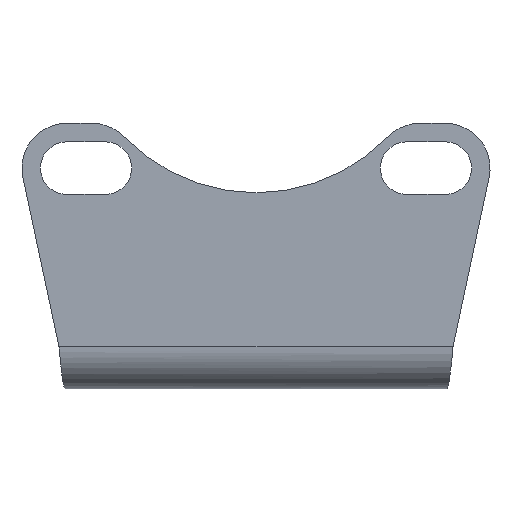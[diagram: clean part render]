
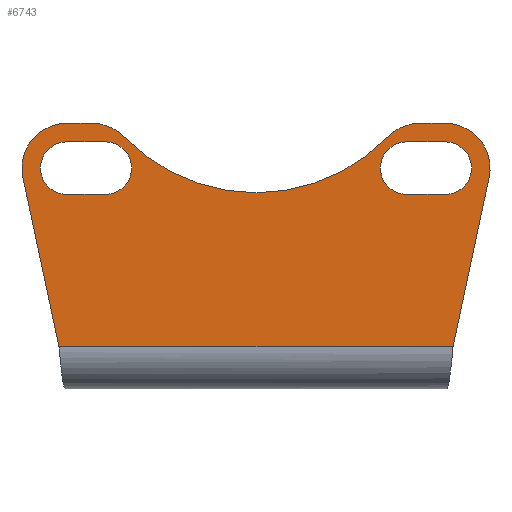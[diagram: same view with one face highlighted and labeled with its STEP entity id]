
A CAD part, front view. The second image highlights one B-rep face of the part: STEP entity #6743.
In plain terms, the highlighted planar face has unit normal (0, -1, 0).
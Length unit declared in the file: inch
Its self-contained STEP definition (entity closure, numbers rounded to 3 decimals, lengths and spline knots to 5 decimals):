
#40=CIRCLE($,#6927,0.375);
#41=CIRCLE($,#6929,1.536);
#42=CIRCLE($,#6932,0.375);
#47=CIRCLE($,#6951,0.22);
#48=CIRCLE($,#6954,0.22);
#49=CIRCLE($,#6957,0.22);
#50=CIRCLE($,#6960,0.22);
#51=CIRCLE($,#6963,0.375);
#52=CIRCLE($,#6966,0.375);
#280=FACE_BOUND($,#1057,.T.);
#281=FACE_BOUND($,#1058,.T.);
#641=FACE_OUTER_BOUND($,#1056,.T.);
#1056=EDGE_LOOP($,(#6150,#6151,#6152,#6153,#6154,#6155,#6156,#6157,#6158,
#6159));
#1057=EDGE_LOOP($,(#6160,#6161,#6162,#6163));
#1058=EDGE_LOOP($,(#6164,#6165,#6166,#6167));
#1632=LINE($,#12058,#2237);
#1641=LINE($,#12099,#2246);
#1647=LINE($,#12189,#2252);
#1650=LINE($,#12197,#2255);
#1653=LINE($,#12205,#2258);
#1656=LINE($,#12213,#2261);
#1659=LINE($,#12220,#2264);
#1661=LINE($,#12226,#2266);
#1663=LINE($,#12232,#2268);
#2237=VECTOR($,#7918,0.2153);
#2246=VECTOR($,#7951,3.30609);
#2252=VECTOR($,#7965,0.325);
#2255=VECTOR($,#7974,0.325);
#2258=VECTOR($,#7983,0.325);
#2261=VECTOR($,#7992,0.325);
#2264=VECTOR($,#8001,1.4538);
#2266=VECTOR($,#8009,0.2153);
#2268=VECTOR($,#8017,1.4538);
#3229=VERTEX_POINT($,#12041);
#3230=VERTEX_POINT($,#12043);
#3231=VERTEX_POINT($,#12047);
#3232=VERTEX_POINT($,#12052);
#3233=VERTEX_POINT($,#12056);
#3242=VERTEX_POINT($,#12087);
#3243=VERTEX_POINT($,#12098);
#3244=VERTEX_POINT($,#12186);
#3245=VERTEX_POINT($,#12188);
#3246=VERTEX_POINT($,#12192);
#3247=VERTEX_POINT($,#12196);
#3248=VERTEX_POINT($,#12202);
#3249=VERTEX_POINT($,#12204);
#3250=VERTEX_POINT($,#12208);
#3251=VERTEX_POINT($,#12212);
#3252=VERTEX_POINT($,#12218);
#3253=VERTEX_POINT($,#12222);
#3254=VERTEX_POINT($,#12228);
#4173=EDGE_CURVE($,#3229,#3230,#40,.T.);
#4176=EDGE_CURVE($,#3229,#3231,#41,.T.);
#4178=EDGE_CURVE($,#3232,#3231,#42,.T.);
#4180=EDGE_CURVE($,#3232,#3233,#1632,.T.);
#4194=EDGE_CURVE($,#3243,#3242,#1641,.T.);
#4203=EDGE_CURVE($,#3245,#3244,#1647,.T.);
#4205=EDGE_CURVE($,#3246,#3245,#47,.T.);
#4207=EDGE_CURVE($,#3247,#3246,#1650,.T.);
#4209=EDGE_CURVE($,#3244,#3247,#48,.T.);
#4211=EDGE_CURVE($,#3249,#3248,#1653,.T.);
#4213=EDGE_CURVE($,#3250,#3249,#49,.T.);
#4215=EDGE_CURVE($,#3251,#3250,#1656,.T.);
#4217=EDGE_CURVE($,#3248,#3251,#50,.T.);
#4219=EDGE_CURVE($,#3242,#3252,#1659,.T.);
#4221=EDGE_CURVE($,#3252,#3253,#51,.T.);
#4222=EDGE_CURVE($,#3253,#3230,#1661,.T.);
#4224=EDGE_CURVE($,#3233,#3254,#52,.T.);
#4225=EDGE_CURVE($,#3254,#3243,#1663,.T.);
#6150=ORIENTED_EDGE($,*,*,#4173,.F.);
#6151=ORIENTED_EDGE($,*,*,#4176,.T.);
#6152=ORIENTED_EDGE($,*,*,#4178,.F.);
#6153=ORIENTED_EDGE($,*,*,#4180,.T.);
#6154=ORIENTED_EDGE($,*,*,#4224,.T.);
#6155=ORIENTED_EDGE($,*,*,#4225,.T.);
#6156=ORIENTED_EDGE($,*,*,#4194,.T.);
#6157=ORIENTED_EDGE($,*,*,#4219,.T.);
#6158=ORIENTED_EDGE($,*,*,#4221,.T.);
#6159=ORIENTED_EDGE($,*,*,#4222,.T.);
#6160=ORIENTED_EDGE($,*,*,#4203,.T.);
#6161=ORIENTED_EDGE($,*,*,#4209,.T.);
#6162=ORIENTED_EDGE($,*,*,#4207,.T.);
#6163=ORIENTED_EDGE($,*,*,#4205,.T.);
#6164=ORIENTED_EDGE($,*,*,#4211,.T.);
#6165=ORIENTED_EDGE($,*,*,#4217,.T.);
#6166=ORIENTED_EDGE($,*,*,#4215,.T.);
#6167=ORIENTED_EDGE($,*,*,#4213,.T.);
#6348=PLANE($,#6968);
#6743=ADVANCED_FACE($,(#641,#280,#281),#6348,.F.);
#6927=AXIS2_PLACEMENT_3D($,#12044,#7900,#7901);
#6929=AXIS2_PLACEMENT_3D($,#12049,#7906,#7907);
#6932=AXIS2_PLACEMENT_3D($,#12054,#7913,#7914);
#6951=AXIS2_PLACEMENT_3D($,#12193,#7969,#7970);
#6954=AXIS2_PLACEMENT_3D($,#12200,#7978,#7979);
#6957=AXIS2_PLACEMENT_3D($,#12209,#7987,#7988);
#6960=AXIS2_PLACEMENT_3D($,#12216,#7996,#7997);
#6963=AXIS2_PLACEMENT_3D($,#12224,#8005,#8006);
#6966=AXIS2_PLACEMENT_3D($,#12230,#8013,#8014);
#6968=AXIS2_PLACEMENT_3D($,#12233,#8018,#8019);
#7900=DIRECTION('center_axis',(0.,1.,0.));
#7901=DIRECTION('ref_axis',(-0.39,0.,0.921));
#7906=DIRECTION('center_axis',(0.,1.,0.));
#7907=DIRECTION('ref_axis',(0.784,0.,-0.621));
#7913=DIRECTION('center_axis',(0.,1.,0.));
#7914=DIRECTION('ref_axis',(0.39,0.,0.921));
#7918=DIRECTION($,(-1.,0.,0.));
#7951=DIRECTION($,(1.,0.,0.));
#7965=DIRECTION($,(-1.,0.,0.));
#7969=DIRECTION('center_axis',(0.,1.,0.));
#7970=DIRECTION('ref_axis',(0.,0.,-1.));
#7974=DIRECTION($,(1.,0.,0.));
#7978=DIRECTION('center_axis',(0.,1.,0.));
#7979=DIRECTION('ref_axis',(0.,0.,1.));
#7983=DIRECTION($,(1.,0.,0.));
#7987=DIRECTION('center_axis',(0.,1.,0.));
#7988=DIRECTION('ref_axis',(0.,0.,-1.));
#7992=DIRECTION($,(-1.,0.,0.));
#7996=DIRECTION('center_axis',(0.,1.,0.));
#7997=DIRECTION('ref_axis',(0.,0.,1.));
#8001=DIRECTION($,(0.208,0.,0.978));
#8005=DIRECTION('center_axis',(0.,-1.,0.));
#8006=DIRECTION('ref_axis',(0.,0.,-1.));
#8009=DIRECTION($,(-1.,0.,0.));
#8013=DIRECTION('center_axis',(0.,-1.,0.));
#8014=DIRECTION('ref_axis',(0.978,0.,0.208));
#8017=DIRECTION($,(0.208,0.,-0.978));
#8018=DIRECTION('center_axis',(0.,1.,0.));
#8019=DIRECTION('ref_axis',(0.,0.,1.));
#12041=CARTESIAN_POINT('',(1.10373,0.,2.01079));
#12043=CARTESIAN_POINT('',(1.3732,0.,2.125));
#12044=CARTESIAN_POINT('Origin',(1.3732,0.,1.75));
#12047=CARTESIAN_POINT('',(-1.10373,0.,2.01079));
#12049=CARTESIAN_POINT('Origin',(0.,0.,3.079));
#12052=CARTESIAN_POINT('',(-1.3732,0.,2.125));
#12054=CARTESIAN_POINT('Origin',(-1.3732,0.,1.75));
#12056=CARTESIAN_POINT('',(-1.5885,0.,2.125));
#12058=CARTESIAN_POINT($,(-1.20382,0.,2.125));
#12087=CARTESIAN_POINT('',(1.65304,0.,0.25));
#12098=CARTESIAN_POINT('',(-1.65304,0.,0.25));
#12099=CARTESIAN_POINT($,(-0.82652,0.,0.25));
#12186=CARTESIAN_POINT('',(1.2635,0.,1.53));
#12188=CARTESIAN_POINT('',(1.5885,0.,1.53));
#12189=CARTESIAN_POINT($,(0.63175,0.,1.53));
#12192=CARTESIAN_POINT('',(1.5885,0.,1.97));
#12193=CARTESIAN_POINT('Origin',(1.5885,0.,1.75));
#12196=CARTESIAN_POINT('',(1.2635,0.,1.97));
#12197=CARTESIAN_POINT($,(0.79425,0.,1.97));
#12200=CARTESIAN_POINT('Origin',(1.2635,0.,1.75));
#12202=CARTESIAN_POINT('',(-1.2635,0.,1.97));
#12204=CARTESIAN_POINT('',(-1.5885,0.,1.97));
#12205=CARTESIAN_POINT($,(-0.63175,0.,1.97));
#12208=CARTESIAN_POINT('',(-1.5885,0.,1.53));
#12209=CARTESIAN_POINT('Origin',(-1.5885,0.,1.75));
#12212=CARTESIAN_POINT('',(-1.2635,0.,1.53));
#12213=CARTESIAN_POINT($,(-0.79425,0.,1.53));
#12216=CARTESIAN_POINT('Origin',(-1.2635,0.,1.75));
#12218=CARTESIAN_POINT('',(1.95531,0.,1.67203));
#12220=CARTESIAN_POINT($,(1.5999,0.,0.));
#12222=CARTESIAN_POINT('',(1.5885,0.,2.125));
#12224=CARTESIAN_POINT('Origin',(1.5885,0.,1.75));
#12226=CARTESIAN_POINT($,(1.5885,0.,2.125));
#12228=CARTESIAN_POINT('',(-1.95531,0.,1.67203));
#12230=CARTESIAN_POINT('Origin',(-1.5885,0.,1.75));
#12232=CARTESIAN_POINT($,(-1.95531,0.,1.67203));
#12233=CARTESIAN_POINT('Origin',(0.,0.,1.04642));
